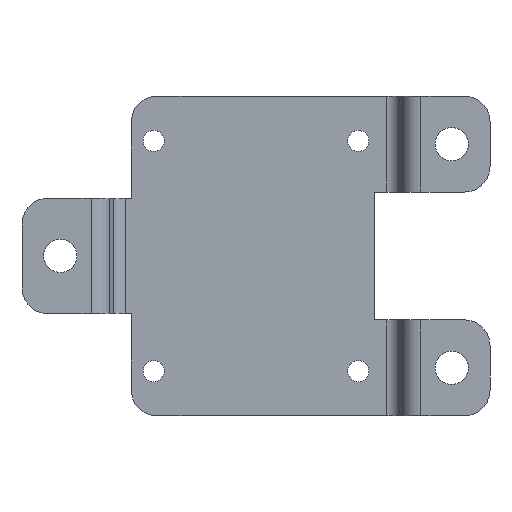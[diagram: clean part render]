
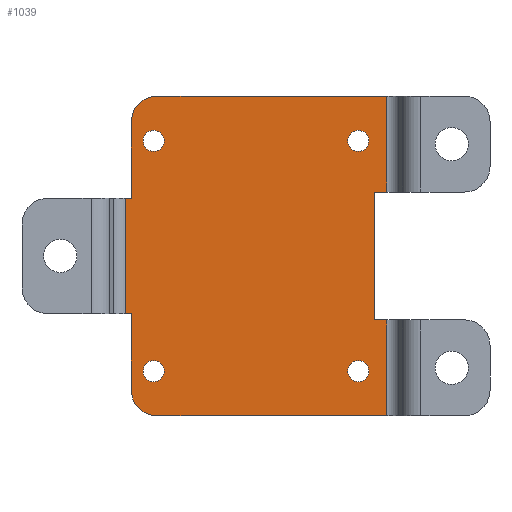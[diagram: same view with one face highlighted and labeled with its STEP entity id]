
A CAD part, top view. The second image highlights one B-rep face of the part: STEP entity #1039.
In plain terms, the highlighted planar face has unit normal (0, 0, 1).
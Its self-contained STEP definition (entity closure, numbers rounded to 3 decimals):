
#74=LINE('',#1568,#166);
#77=LINE('',#1578,#169);
#83=LINE('',#1599,#175);
#90=LINE('',#1619,#182);
#94=LINE('',#1632,#186);
#100=LINE('',#1652,#192);
#108=LINE('',#1678,#200);
#114=LINE('',#1697,#206);
#118=LINE('',#1711,#210);
#134=LINE('',#1755,#226);
#135=LINE('',#1757,#227);
#136=LINE('',#1767,#228);
#166=VECTOR('',#1243,1000.);
#169=VECTOR('',#1252,1000.);
#175=VECTOR('',#1272,1000.);
#182=VECTOR('',#1293,1000.);
#186=VECTOR('',#1305,1000.);
#192=VECTOR('',#1321,1000.);
#200=VECTOR('',#1347,1000.);
#206=VECTOR('',#1365,1000.);
#210=VECTOR('',#1377,1000.);
#226=VECTOR('',#1439,1000.);
#227=VECTOR('',#1442,1000.);
#228=VECTOR('',#1453,1000.);
#471=ORIENTED_EDGE('',*,*,#662,.F.);
#472=ORIENTED_EDGE('',*,*,#663,.F.);
#473=ORIENTED_EDGE('',*,*,#664,.F.);
#474=ORIENTED_EDGE('',*,*,#665,.F.);
#475=ORIENTED_EDGE('',*,*,#570,.F.);
#476=ORIENTED_EDGE('',*,*,#572,.F.);
#477=ORIENTED_EDGE('',*,*,#581,.T.);
#478=ORIENTED_EDGE('',*,*,#660,.F.);
#479=ORIENTED_EDGE('',*,*,#591,.F.);
#480=ORIENTED_EDGE('',*,*,#598,.F.);
#481=ORIENTED_EDGE('',*,*,#608,.F.);
#482=ORIENTED_EDGE('',*,*,#661,.F.);
#483=ORIENTED_EDGE('',*,*,#621,.F.);
#484=ORIENTED_EDGE('',*,*,#629,.F.);
#485=ORIENTED_EDGE('',*,*,#631,.F.);
#486=ORIENTED_EDGE('',*,*,#638,.F.);
#487=ORIENTED_EDGE('',*,*,#666,.T.);
#488=ORIENTED_EDGE('',*,*,#565,.F.);
#565=EDGE_CURVE('',#707,#708,#74,.T.);
#570=EDGE_CURVE('',#711,#707,#77,.T.);
#572=EDGE_CURVE('',#712,#711,#788,.T.);
#581=EDGE_CURVE('',#712,#719,#83,.T.);
#591=EDGE_CURVE('',#725,#726,#90,.T.);
#598=EDGE_CURVE('',#730,#725,#94,.T.);
#608=EDGE_CURVE('',#739,#730,#100,.T.);
#621=EDGE_CURVE('',#748,#749,#108,.T.);
#629=EDGE_CURVE('',#754,#748,#811,.T.);
#631=EDGE_CURVE('',#755,#754,#114,.T.);
#638=EDGE_CURVE('',#761,#755,#118,.T.);
#660=EDGE_CURVE('',#726,#719,#134,.T.);
#661=EDGE_CURVE('',#749,#739,#135,.T.);
#662=EDGE_CURVE('',#767,#767,#821,.T.);
#663=EDGE_CURVE('',#768,#768,#822,.T.);
#664=EDGE_CURVE('',#769,#769,#823,.T.);
#665=EDGE_CURVE('',#770,#770,#824,.T.);
#666=EDGE_CURVE('',#761,#708,#136,.T.);
#707=VERTEX_POINT('',#1567);
#708=VERTEX_POINT('',#1569);
#711=VERTEX_POINT('',#1577);
#712=VERTEX_POINT('',#1581);
#719=VERTEX_POINT('',#1598);
#725=VERTEX_POINT('',#1618);
#726=VERTEX_POINT('',#1620);
#730=VERTEX_POINT('',#1631);
#739=VERTEX_POINT('',#1651);
#748=VERTEX_POINT('',#1677);
#749=VERTEX_POINT('',#1679);
#754=VERTEX_POINT('',#1692);
#755=VERTEX_POINT('',#1696);
#761=VERTEX_POINT('',#1710);
#767=VERTEX_POINT('',#1760);
#768=VERTEX_POINT('',#1762);
#769=VERTEX_POINT('',#1764);
#770=VERTEX_POINT('',#1766);
#788=CIRCLE('',#1090,4.);
#811=CIRCLE('',#1125,4.);
#821=CIRCLE('',#1156,1.65);
#822=CIRCLE('',#1157,1.65);
#823=CIRCLE('',#1158,1.65);
#824=CIRCLE('',#1159,1.65);
#875=EDGE_LOOP('',(#471));
#876=EDGE_LOOP('',(#472));
#877=EDGE_LOOP('',(#473));
#878=EDGE_LOOP('',(#474));
#879=EDGE_LOOP('',(#475,#476,#477,#478,#479,#480,#481,#482,#483,#484,#485,
#486,#487,#488));
#949=FACE_BOUND('',#875,.T.);
#950=FACE_BOUND('',#876,.T.);
#951=FACE_BOUND('',#877,.T.);
#952=FACE_BOUND('',#878,.T.);
#953=FACE_BOUND('',#879,.T.);
#997=PLANE('',#1155);
#1039=ADVANCED_FACE('',(#949,#950,#951,#952,#953),#997,.F.);
#1090=AXIS2_PLACEMENT_3D('',#1582,#1256,#1257);
#1125=AXIS2_PLACEMENT_3D('',#1693,#1360,#1361);
#1155=AXIS2_PLACEMENT_3D('',#1758,#1443,#1444);
#1156=AXIS2_PLACEMENT_3D('',#1759,#1445,#1446);
#1157=AXIS2_PLACEMENT_3D('',#1761,#1447,#1448);
#1158=AXIS2_PLACEMENT_3D('',#1763,#1449,#1450);
#1159=AXIS2_PLACEMENT_3D('',#1765,#1451,#1452);
#1243=DIRECTION('',(-1.,0.,0.));
#1252=DIRECTION('',(0.,1.,0.));
#1256=DIRECTION('',(0.,0.,-1.));
#1257=DIRECTION('',(-1.,0.,0.));
#1272=DIRECTION('',(1.,0.,0.));
#1293=DIRECTION('',(1.,0.,0.));
#1305=DIRECTION('',(0.,-1.,0.));
#1321=DIRECTION('',(-1.,0.,0.));
#1347=DIRECTION('',(1.,0.,0.));
#1360=DIRECTION('',(0.,0.,-1.));
#1361=DIRECTION('',(-1.,0.,0.));
#1365=DIRECTION('',(0.,1.,0.));
#1377=DIRECTION('',(1.,0.,0.));
#1439=DIRECTION('',(0.,-1.,0.));
#1442=DIRECTION('',(0.,-1.,0.));
#1443=DIRECTION('',(0.,0.,-1.));
#1444=DIRECTION('',(-1.,0.,0.));
#1445=DIRECTION('',(0.,0.,1.));
#1446=DIRECTION('',(1.,0.,0.));
#1447=DIRECTION('',(0.,0.,1.));
#1448=DIRECTION('',(1.,0.,0.));
#1449=DIRECTION('',(0.,0.,1.));
#1450=DIRECTION('',(1.,0.,0.));
#1451=DIRECTION('',(0.,0.,1.));
#1452=DIRECTION('',(1.,0.,0.));
#1453=DIRECTION('',(0.,-1.,0.));
#1567=CARTESIAN_POINT('',(-19.5,-9.,1.));
#1568=CARTESIAN_POINT('',(-32.6,-9.,1.));
#1569=CARTESIAN_POINT('',(-20.465,-9.,1.));
#1577=CARTESIAN_POINT('',(-19.5,-21.,1.));
#1578=CARTESIAN_POINT('',(-19.5,-9.,1.));
#1581=CARTESIAN_POINT('',(-15.5,-25.,1.));
#1582=CARTESIAN_POINT('',(-15.5,-21.,1.));
#1598=CARTESIAN_POINT('',(20.465,-25.,1.));
#1599=CARTESIAN_POINT('',(-20.465,-25.,1.));
#1618=CARTESIAN_POINT('',(18.5,-10.,1.));
#1619=CARTESIAN_POINT('',(32.6,-10.,1.));
#1620=CARTESIAN_POINT('',(20.465,-10.,1.));
#1631=CARTESIAN_POINT('',(18.5,10.,1.));
#1632=CARTESIAN_POINT('',(18.5,-10.,1.));
#1651=CARTESIAN_POINT('',(20.465,10.,1.));
#1652=CARTESIAN_POINT('',(18.5,10.,1.));
#1677=CARTESIAN_POINT('',(-15.5,25.,1.));
#1678=CARTESIAN_POINT('',(-20.465,25.,1.));
#1679=CARTESIAN_POINT('',(20.465,25.,1.));
#1692=CARTESIAN_POINT('',(-19.5,21.,1.));
#1693=CARTESIAN_POINT('',(-15.5,21.,1.));
#1696=CARTESIAN_POINT('',(-19.5,9.,1.));
#1697=CARTESIAN_POINT('',(-19.5,21.,1.));
#1710=CARTESIAN_POINT('',(-20.465,9.,1.));
#1711=CARTESIAN_POINT('',(-19.5,9.,1.));
#1755=CARTESIAN_POINT('',(20.465,25.,1.));
#1757=CARTESIAN_POINT('',(20.465,25.,1.));
#1758=CARTESIAN_POINT('',(-20.465,25.,1.));
#1759=CARTESIAN_POINT('',(16.,18.,1.));
#1760=CARTESIAN_POINT('',(17.65,18.,1.));
#1761=CARTESIAN_POINT('',(-16.,-18.,1.));
#1762=CARTESIAN_POINT('',(-14.35,-18.,1.));
#1763=CARTESIAN_POINT('',(16.,-18.,1.));
#1764=CARTESIAN_POINT('',(17.65,-18.,1.));
#1765=CARTESIAN_POINT('',(-16.,18.,1.));
#1766=CARTESIAN_POINT('',(-14.35,18.,1.));
#1767=CARTESIAN_POINT('',(-20.465,25.,1.));
